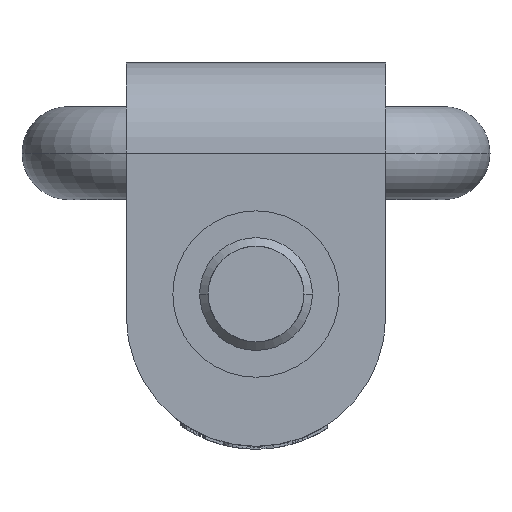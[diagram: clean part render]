
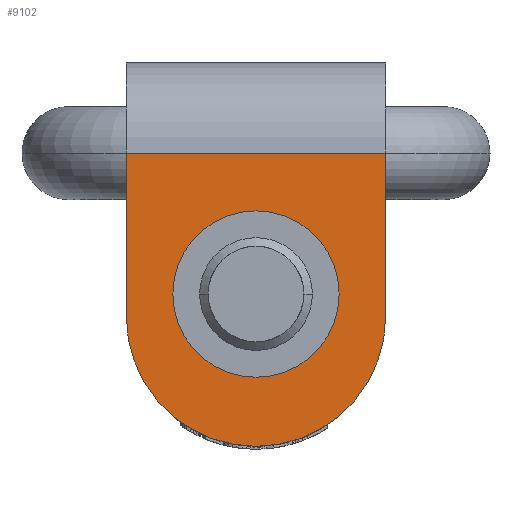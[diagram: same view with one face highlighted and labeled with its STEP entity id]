
A CAD part, front view. The second image highlights one B-rep face of the part: STEP entity #9102.
In plain terms, the highlighted planar face has unit normal (0, -1, 0).
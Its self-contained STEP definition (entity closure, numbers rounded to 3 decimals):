
#2247=CARTESIAN_POINT('',(0.,0.6,-4.));
#2248=DIRECTION('',(0.,-1.,0.));
#2249=DIRECTION('',(-1.,0.,0.));
#2250=AXIS2_PLACEMENT_3D('',#2247,#2248,#2249);
#2252=DIRECTION('',(0.,0.,-1.));
#2253=VECTOR('',#2252,29.);
#2254=CARTESIAN_POINT('',(-23.,0.6,25.));
#2255=LINE('',#2254,#2253);
#2256=DIRECTION('',(-1.,0.,0.));
#2257=VECTOR('',#2256,46.);
#2258=CARTESIAN_POINT('',(23.,0.6,25.));
#2259=LINE('',#2258,#2257);
#2260=DIRECTION('',(0.,0.,1.));
#2261=VECTOR('',#2260,29.);
#2262=CARTESIAN_POINT('',(23.,0.6,-4.));
#2263=LINE('',#2262,#2261);
#2264=CARTESIAN_POINT('',(0.,0.6,0.));
#2265=DIRECTION('',(0.,1.,0.));
#2266=DIRECTION('',(1.,0.,0.));
#2267=AXIS2_PLACEMENT_3D('',#2264,#2265,#2266);
#2332=CARTESIAN_POINT('',(0.,0.6,0.));
#2333=DIRECTION('',(0.,1.,0.));
#2334=DIRECTION('',(-1.,0.,0.));
#2335=AXIS2_PLACEMENT_3D('',#2332,#2333,#2334);
#5869=CARTESIAN_POINT('',(14.75,0.6,0.));
#5871=VERTEX_POINT('',#5869);
#5874=CARTESIAN_POINT('',(-14.75,0.6,0.));
#5876=VERTEX_POINT('',#5874);
#5877=CARTESIAN_POINT('',(23.,0.6,-4.));
#5878=CARTESIAN_POINT('',(23.,0.6,25.));
#5879=VERTEX_POINT('',#5877);
#5880=VERTEX_POINT('',#5878);
#5882=CARTESIAN_POINT('',(-23.,0.6,-4.));
#5884=VERTEX_POINT('',#5882);
#5925=CARTESIAN_POINT('',(-23.,0.6,25.));
#5927=VERTEX_POINT('',#5925);
#9083=CARTESIAN_POINT('',(0.,0.6,-1.));
#9084=DIRECTION('',(0.,1.,0.));
#9085=DIRECTION('',(0.,0.,-1.));
#9086=AXIS2_PLACEMENT_3D('',#9083,#9084,#9085);
#9087=PLANE('',#9086);
#9088=ORIENTED_EDGE('',*,*,#8377,.F.);
#9090=ORIENTED_EDGE('',*,*,#9089,.F.);
#9092=ORIENTED_EDGE('',*,*,#9091,.F.);
#9093=ORIENTED_EDGE('',*,*,#9069,.F.);
#9094=EDGE_LOOP('',(#9088,#9090,#9092,#9093));
#9095=FACE_OUTER_BOUND('',#9094,.F.);
#9097=ORIENTED_EDGE('',*,*,#9096,.F.);
#9099=ORIENTED_EDGE('',*,*,#9098,.F.);
#9100=EDGE_LOOP('',(#9097,#9099));
#9101=FACE_BOUND('',#9100,.F.);
#9102=ADVANCED_FACE('',(#9095,#9101),#9087,.F.);
#2251=CIRCLE('',#2250,23.);
#2268=CIRCLE('',#2267,14.75);
#2336=CIRCLE('',#2335,14.75);
#8377=EDGE_CURVE('',#5884,#5879,#2251,.T.);
#9069=EDGE_CURVE('',#5879,#5880,#2263,.T.);
#9089=EDGE_CURVE('',#5927,#5884,#2255,.T.);
#9091=EDGE_CURVE('',#5880,#5927,#2259,.T.);
#9096=EDGE_CURVE('',#5876,#5871,#2336,.T.);
#9098=EDGE_CURVE('',#5871,#5876,#2268,.T.);
